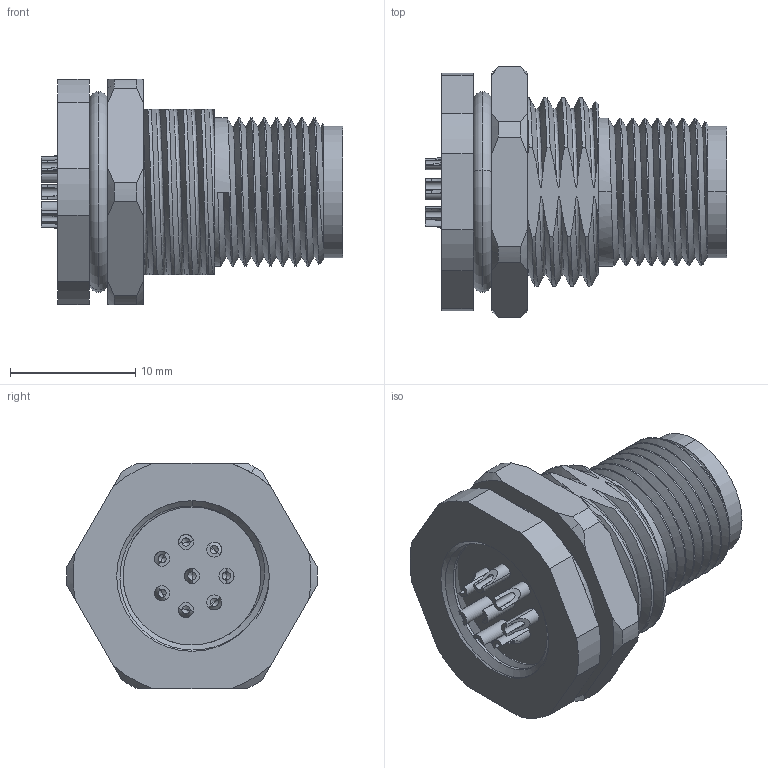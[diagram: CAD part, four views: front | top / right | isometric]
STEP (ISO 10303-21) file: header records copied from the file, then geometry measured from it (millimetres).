
FILE_DESCRIPTION (( 'STEP AP203' ), '1' );
FILE_NAME ('54-00198.STEP', '2020-10-15T17:07:52', ( '' ), ( '' ), 'SwSTEP 2.0', 'SolidWorks 2015', '' );
FILE_SCHEMA (( 'CONFIG_CONTROL_DESIGN' ));
Length unit declared in the file: millimetre
Products named in the file (6): 54-00198-02; 54-00198; 54-00198-03___; 54-00198-01___; 54-00198-04___; 54-00198-05___
Assembly tree (12 placements, depth 2):
  54-00198
    54-00198-01___
    54-00198-02
    54-00198-05___
    54-00198-04___
    54-00198-03___  x8
Bounding box: 24 x 19.99 x 18 mm (x, y, z)
Volume: 2877.5 mm3; surface area: 5600.4 mm2
Topology: 12 solids, 12 shells, 505 faces, 1196 edges, 745 vertices
Faces by surface type: cylinder 211, plane 100, cone 81, torus 52, bspline 45, sphere 16
Entity records: 23117 total; most frequent: CARTESIAN_POINT 16311, ORIENTED_EDGE 1380, DIRECTION 1123, EDGE_CURVE 690, AXIS2_PLACEMENT_3D 455, VERTEX_POINT 451, EDGE_LOOP 307, ADVANCED_FACE 267
